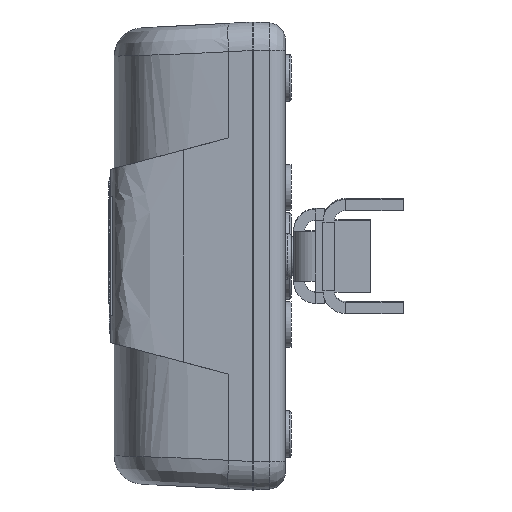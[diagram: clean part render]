
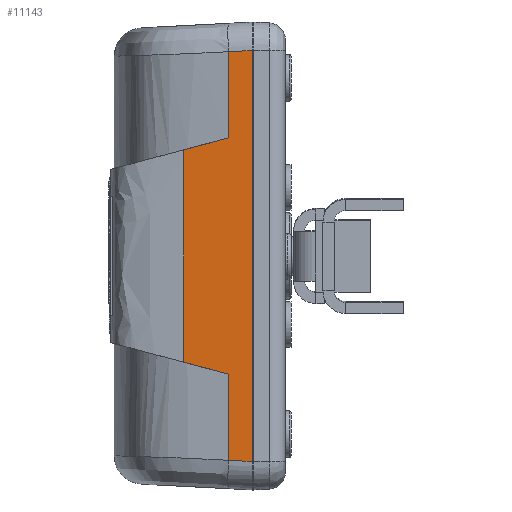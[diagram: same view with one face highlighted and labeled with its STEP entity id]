
A CAD part, front view. The second image highlights one B-rep face of the part: STEP entity #11143.
In plain terms, the highlighted planar face has unit normal (-0.052, -0.999, 0).
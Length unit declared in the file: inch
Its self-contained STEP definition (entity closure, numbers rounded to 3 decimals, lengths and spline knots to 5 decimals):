
#8932=CARTESIAN_POINT('',(0.125,-2.10655,1.12576));
#8933=VERTEX_POINT('',#8932);
#8941=CARTESIAN_POINT('',(0.125,-2.10655,-1.12576));
#8942=VERTEX_POINT('',#8941);
#8943=CARTESIAN_POINT('',(0.125,-2.10655,1.12576));
#8944=DIRECTION('',(0.0,0.0,-1.0));
#8945=VECTOR('',#8944,2.25153);
#8946=LINE('',#8943,#8945);
#8947=EDGE_CURVE('',#8933,#8942,#8946,.T.);
#9641=CARTESIAN_POINT('',(-0.0101,-2.09947,-1.11868));
#9642=VERTEX_POINT('',#9641);
#9643=CARTESIAN_POINT('',(0.125,-2.10655,-1.12576));
#9644=DIRECTION('',(-0.997,0.052,0.052));
#9645=VECTOR('',#9644,0.13547);
#9646=LINE('',#9643,#9645);
#9647=EDGE_CURVE('',#8942,#9642,#9646,.T.);
#10013=CARTESIAN_POINT('',(-0.0101,-2.09947,-0.64729));
#10014=VERTEX_POINT('',#10013);
#10015=CARTESIAN_POINT('',(-0.0101,-2.09947,-1.11868));
#10016=DIRECTION('',(0.,0.,1.0));
#10017=VECTOR('',#10016,0.47139);
#10018=LINE('',#10015,#10017);
#10019=EDGE_CURVE('',#9642,#10014,#10018,.T.);
#11084=CARTESIAN_POINT('',(-0.0101,-2.09947,1.11868));
#11085=VERTEX_POINT('',#11084);
#11093=CARTESIAN_POINT('',(-0.0101,-2.09947,1.11868));
#11094=DIRECTION('',(0.997,-0.052,0.052));
#11095=VECTOR('',#11094,0.13547);
#11096=LINE('',#11093,#11095);
#11097=EDGE_CURVE('',#11085,#8933,#11096,.T.);
#11102=CARTESIAN_POINT('',(-0.26362,-2.08618,0.0));
#11103=DIRECTION('',(-0.052,-0.999,0.0));
#11104=DIRECTION('',(0.0,0.0,-1.0));
#11105=AXIS2_PLACEMENT_3D('',#11102,#11103,#11104);
#11106=PLANE('',#11105);
#11107=ORIENTED_EDGE('',*,*,#11097,.F.);
#11108=CARTESIAN_POINT('',(-0.0101,-2.09947,0.64729));
#11109=VERTEX_POINT('',#11108);
#11110=CARTESIAN_POINT('',(-0.0101,-2.09947,1.11868));
#11111=DIRECTION('',(0.,0.,-1.0));
#11112=VECTOR('',#11111,0.47139);
#11113=LINE('',#11110,#11112);
#11114=EDGE_CURVE('',#11085,#11109,#11113,.T.);
#11115=ORIENTED_EDGE('',*,*,#11114,.T.);
#11116=CARTESIAN_POINT('',(-0.256,-2.08658,0.58141));
#11117=VERTEX_POINT('',#11116);
#11118=CARTESIAN_POINT('',(-0.256,-2.08658,0.58141));
#11119=DIRECTION('',(0.965,-0.051,0.258));
#11120=VECTOR('',#11119,0.25491);
#11121=LINE('',#11118,#11120);
#11122=EDGE_CURVE('',#11117,#11109,#11121,.T.);
#11123=ORIENTED_EDGE('',*,*,#11122,.F.);
#11124=CARTESIAN_POINT('',(-0.256,-2.08658,-0.58141));
#11125=VERTEX_POINT('',#11124);
#11126=CARTESIAN_POINT('',(-0.256,-2.08658,-0.58141));
#11127=DIRECTION('',(0.0,0.0,1.0));
#11128=VECTOR('',#11127,1.16281);
#11129=LINE('',#11126,#11128);
#11130=EDGE_CURVE('',#11125,#11117,#11129,.T.);
#11131=ORIENTED_EDGE('',*,*,#11130,.F.);
#11132=CARTESIAN_POINT('',(-0.256,-2.08658,-0.58141));
#11133=DIRECTION('',(0.965,-0.051,-0.258));
#11134=VECTOR('',#11133,0.25491);
#11135=LINE('',#11132,#11134);
#11136=EDGE_CURVE('',#11125,#10014,#11135,.T.);
#11137=ORIENTED_EDGE('',*,*,#11136,.T.);
#11138=ORIENTED_EDGE('',*,*,#10019,.F.);
#11139=ORIENTED_EDGE('',*,*,#9647,.F.);
#11140=ORIENTED_EDGE('',*,*,#8947,.F.);
#11141=EDGE_LOOP('',(#11107,#11115,#11123,#11131,#11137,#11138,#11139,#11140));
#11142=FACE_OUTER_BOUND('',#11141,.T.);
#11143=ADVANCED_FACE('',(#11142),#11106,.T.);
